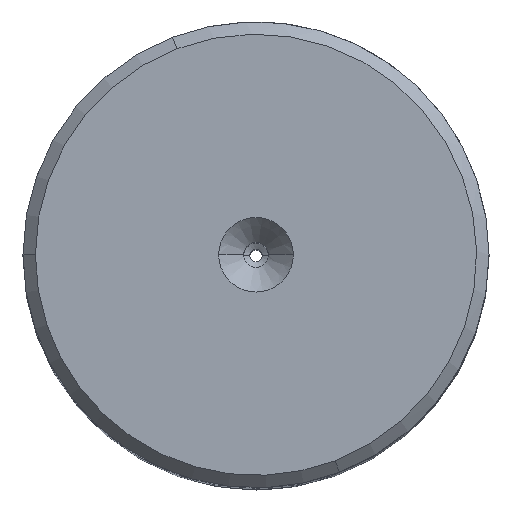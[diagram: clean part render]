
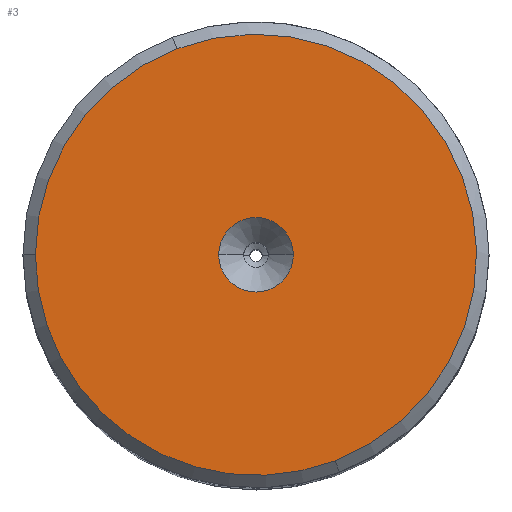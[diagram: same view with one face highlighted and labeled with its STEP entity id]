
A CAD part, top view. The second image highlights one B-rep face of the part: STEP entity #3.
In plain terms, the highlighted planar face has unit normal (0, 0, 1).
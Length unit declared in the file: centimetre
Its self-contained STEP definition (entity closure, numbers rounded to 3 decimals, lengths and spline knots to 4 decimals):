
#3 = ADVANCED_FACE ( 'NONE', ( #4626, #3432 ), #6058, .F. ) ;
#351 = CARTESIAN_POINT ( 'NONE',  ( 0.1617, -0.4209, 0. ) ) ;
#446 = CARTESIAN_POINT ( 'NONE',  ( -0.4509, 0., 0. ) ) ;
#489 = CARTESIAN_POINT ( 'NONE',  ( 0.0762, 0., 0. ) ) ;
#494 = CARTESIAN_POINT ( 'NONE',  ( -0.0762, 0., 0. ) ) ;
#495 = CARTESIAN_POINT ( 'NONE',  ( -0.1617, 0.4209, 0. ) ) ;
#3103 = CARTESIAN_POINT ( 'NONE',  ( 0., 0., 0. ) ) ;
#3104 = DIRECTION ( 'NONE',  ( 0., 0., -1. ) ) ;
#3105 = DIRECTION ( 'NONE',  ( -1., 0., 0. ) ) ;
#3106 = CARTESIAN_POINT ( 'NONE',  ( 0., 0., 0. ) ) ;
#3107 = DIRECTION ( 'NONE',  ( 0., 0., -1. ) ) ;
#3108 = DIRECTION ( 'NONE',  ( -1., 0., 0. ) ) ;
#3112 = CARTESIAN_POINT ( 'NONE',  ( 0., 0., 0. ) ) ;
#3113 = DIRECTION ( 'NONE',  ( 0., 0., 1. ) ) ;
#3114 = DIRECTION ( 'NONE',  ( 1., 0., 0. ) ) ;
#3356 = EDGE_CURVE ( 'NONE', #5812, #5896, #3538, .T. ) ;
#3357 = EDGE_CURVE ( 'NONE', #5896, #5626, #3540, .T. ) ;
#3359 = EDGE_CURVE ( 'NONE', #5898, #5884, #3541, .T. ) ;
#3384 = EDGE_CURVE ( 'NONE', #5884, #5898, #4882, .T. ) ;
#3395 = EDGE_CURVE ( 'NONE', #5626, #5812, #4897, .T. ) ;
#3432 = FACE_BOUND ( 'NONE', #5510, .T. ) ;
#3538 = CIRCLE ( 'NONE', #7801, 0.4509 ) ;
#3540 = CIRCLE ( 'NONE', #7802, 0.4509 ) ;
#3541 = CIRCLE ( 'NONE', #7804, 0.0762 ) ;
#3647 = AXIS2_PLACEMENT_3D ( 'NONE', #6050, #6060, #6061 ) ;
#4626 = FACE_OUTER_BOUND ( 'NONE', #4812, .T. ) ;
#4812 = EDGE_LOOP ( 'NONE', ( #7682, #7683, #7684 ) ) ;
#4882 = CIRCLE ( 'NONE', #7818, 0.0762 ) ;
#4897 = CIRCLE ( 'NONE', #7824, 0.4509 ) ;
#5510 = EDGE_LOOP ( 'NONE', ( #7685, #7686 ) ) ;
#5626 = VERTEX_POINT ( 'NONE', #351 ) ;
#5812 = VERTEX_POINT ( 'NONE', #446 ) ;
#5884 = VERTEX_POINT ( 'NONE', #494 ) ;
#5896 = VERTEX_POINT ( 'NONE', #495 ) ;
#5898 = VERTEX_POINT ( 'NONE', #489 ) ;
#6050 = CARTESIAN_POINT ( 'NONE',  ( 0., 0., 0. ) ) ;
#6058 = PLANE ( 'NONE',  #3647 ) ;
#6060 = DIRECTION ( 'NONE',  ( 0., 0., -1. ) ) ;
#6061 = DIRECTION ( 'NONE',  ( -1., 0., 0. ) ) ;
#7682 = ORIENTED_EDGE ( 'NONE', *, *, #3357, .F. ) ;
#7683 = ORIENTED_EDGE ( 'NONE', *, *, #3356, .F. ) ;
#7684 = ORIENTED_EDGE ( 'NONE', *, *, #3395, .F. ) ;
#7685 = ORIENTED_EDGE ( 'NONE', *, *, #3359, .F. ) ;
#7686 = ORIENTED_EDGE ( 'NONE', *, *, #3384, .F. ) ;
#7801 = AXIS2_PLACEMENT_3D ( 'NONE', #3103, #3104, #3105 ) ;
#7802 = AXIS2_PLACEMENT_3D ( 'NONE', #3106, #3107, #3108 ) ;
#7804 = AXIS2_PLACEMENT_3D ( 'NONE', #3112, #3113, #3114 ) ;
#7818 = AXIS2_PLACEMENT_3D ( 'NONE', #7965, #7966, #7967 ) ;
#7824 = AXIS2_PLACEMENT_3D ( 'NONE', #7994, #7995, #7996 ) ;
#7965 = CARTESIAN_POINT ( 'NONE',  ( 0., 0., 0. ) ) ;
#7966 = DIRECTION ( 'NONE',  ( 0., 0., 1. ) ) ;
#7967 = DIRECTION ( 'NONE',  ( 1., 0., 0. ) ) ;
#7994 = CARTESIAN_POINT ( 'NONE',  ( 0., 0., 0. ) ) ;
#7995 = DIRECTION ( 'NONE',  ( 0., 0., -1. ) ) ;
#7996 = DIRECTION ( 'NONE',  ( -1., 0., 0. ) ) ;
